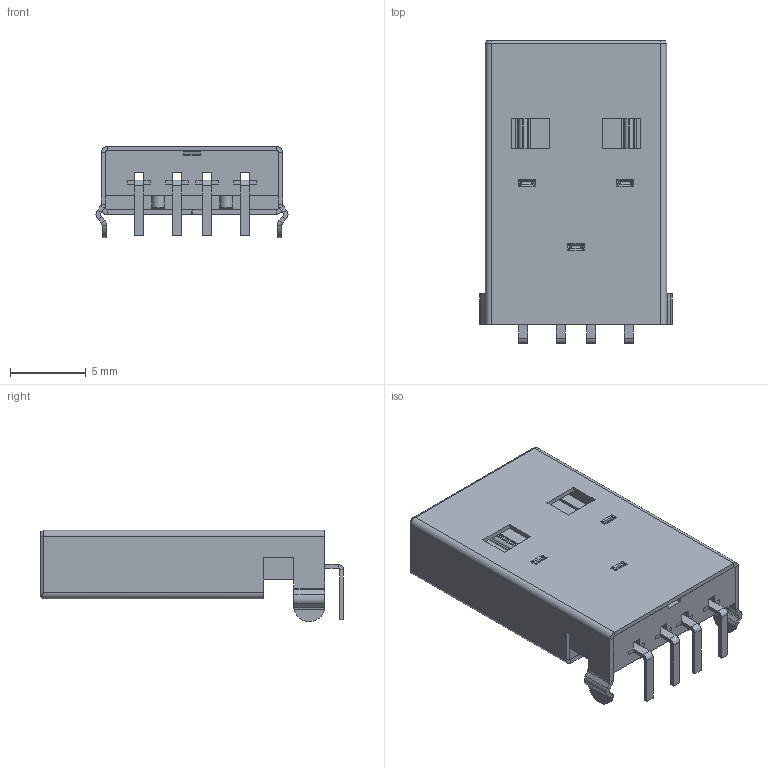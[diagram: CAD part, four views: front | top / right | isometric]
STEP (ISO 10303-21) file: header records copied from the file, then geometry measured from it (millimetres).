
FILE_DESCRIPTION(/* description */ (''),/* implementation_level */ '2;1');
FILE_NAME(/* name */ 'CKMTW_USBAR04P.step',/* time_stamp */ '2022-01-21T04:13:48+08:00',/* author */ (''),/* organization */ (''),/* preprocessor_version */ 'ST-DEVELOPER v18.1',/* originating_system */ 'Autodesk Translation Framework v10.10.0.1391',/* authorisation */ '');
FILE_SCHEMA (('AUTOMOTIVE_DESIGN { 1 0 10303 214 3 1 1 }'));
Length unit declared in the file: millimetre
Products named in the file (5): Ckmtw USBAR04P; Shell; Inlay; Contact 1; Contact 2
Assembly tree (6 placements, depth 2):
  Ckmtw USBAR04P
    Shell
    Inlay
    Contact 1  x2
    Contact 2  x2
Bounding box: 12.7 x 20.04 x 6.04 mm (x, y, z)
Volume: 717.3 mm3; surface area: 2135.1 mm2
Topology: 6 solids, 6 shells, 745 faces, 1838 edges, 1075 vertices
Faces by surface type: plane 386, cylinder 226, bspline 75, cone 21, torus 20, sphere 17
Full cylindrical faces by diameter (mm): 0.85 x2
Entity records: 18697 total; most frequent: CARTESIAN_POINT 4660, DIRECTION 2902, ORIENTED_EDGE 2876, EDGE_CURVE 1438, LINE 970, VECTOR 970, AXIS2_PLACEMENT_3D 966, VERTEX_POINT 867
